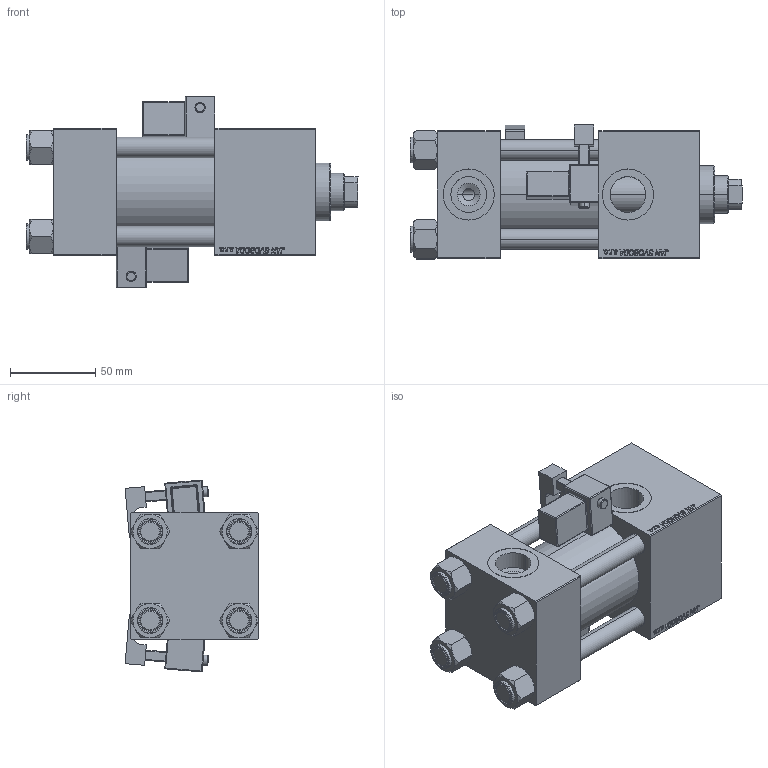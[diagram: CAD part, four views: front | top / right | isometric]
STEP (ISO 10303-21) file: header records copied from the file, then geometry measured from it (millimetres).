
FILE_DESCRIPTION (( 'STEP AP203' ), '1' );
FILE_NAME ('4960.STEP', '2025-08-18T05:36:20', ( '' ), ( '' ), 'SwSTEP 2.0', 'SolidWorks 2019', '' );
FILE_SCHEMA (( 'CONFIG_CONTROL_DESIGN' ));
Length unit declared in the file: millimetre
Products named in the file (7): V215CD_C_TYCINKA 6c7ee6af59ad16a790fecf2ae7d7577e; 4960; V215CD_Body_C 6c7ee6af59ad16a790fecf2ae7d7577e; V215CR_MSU 6c7ee6af59ad16a790fecf2ae7d7577e; NUT_M5_V215CD_C 6c7ee6af59ad16a790fecf2ae7d7577e; V215CD_VCP_C 6c7ee6af59ad16a790fecf2ae7d7577e; V215CD_VC_C 6c7ee6af59ad16a790fecf2ae7d7577e
Assembly tree (13 placements, depth 2):
  4960
    V215CD_Body_C 6c7ee6af59ad16a790fecf2ae7d7577e
    V215CD_VC_C 6c7ee6af59ad16a790fecf2ae7d7577e
    V215CD_VCP_C 6c7ee6af59ad16a790fecf2ae7d7577e
    V215CD_C_TYCINKA 6c7ee6af59ad16a790fecf2ae7d7577e  x4
    NUT_M5_V215CD_C 6c7ee6af59ad16a790fecf2ae7d7577e  x4
    V215CR_MSU 6c7ee6af59ad16a790fecf2ae7d7577e  x2
Bounding box: 195 x 78.61 x 112.7 mm (x, y, z)
Volume: 698110.7 mm3; surface area: 159554.2 mm2
Topology: 13 solids, 13 shells, 1302 faces, 3232 edges, 2057 vertices
Faces by surface type: plane 584, bspline 392, cylinder 146, cone 136, sphere 24, torus 20
Entity records: 52412 total; most frequent: CARTESIAN_POINT 27458, ORIENTED_EDGE 5574, DIRECTION 3693, EDGE_CURVE 2787, VERTEX_POINT 1817, VECTOR 1689, LINE 1689, EDGE_LOOP 1238
